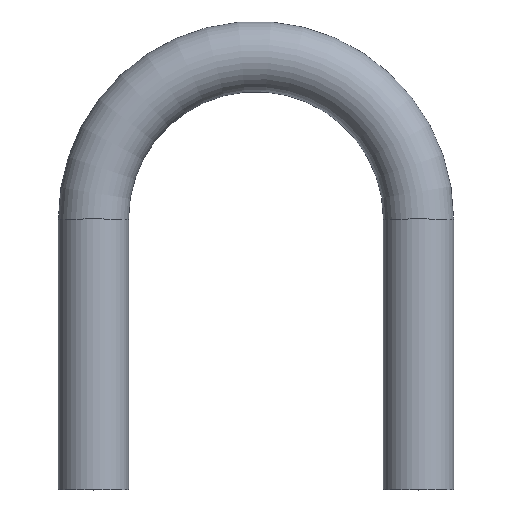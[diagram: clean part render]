
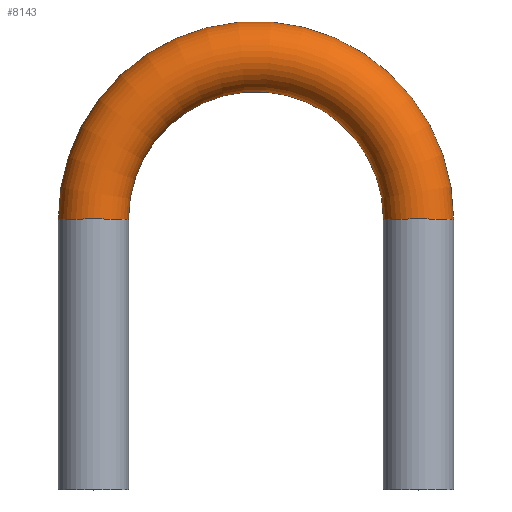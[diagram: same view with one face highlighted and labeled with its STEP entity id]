
A CAD part, top view. The second image highlights one B-rep face of the part: STEP entity #8143.
In plain terms, the highlighted toroidal (fillet/blend) face has major radius 78 mm and minor radius 16.85 mm.
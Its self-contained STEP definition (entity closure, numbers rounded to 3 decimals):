
#74 = AXIS2_PLACEMENT_3D ( 'NONE', #2479, #9181, #1684 ) ;
#1113 = ORIENTED_EDGE ( 'NONE', *, *, #6304, .F. ) ;
#1359 = CARTESIAN_POINT ( 'NONE',  ( -78., 130., 16.85 ) ) ;
#1454 = EDGE_LOOP ( 'NONE', ( #9654 ) ) ;
#1684 = DIRECTION ( 'NONE',  ( 0., 0., 1. ) ) ;
#2347 = VERTEX_POINT ( 'NONE', #8848 ) ;
#2457 = DIRECTION ( 'NONE',  ( 0., 1., 0. ) ) ;
#2479 = CARTESIAN_POINT ( 'NONE',  ( -78., 130., 0. ) ) ;
#2544 = EDGE_LOOP ( 'NONE', ( #1113 ) ) ;
#3119 = DIRECTION ( 'NONE',  ( 1., 0., 0. ) ) ;
#3919 = VERTEX_POINT ( 'NONE', #1359 ) ;
#4788 = DIRECTION ( 'NONE',  ( 0., 0., 1. ) ) ;
#5661 = CARTESIAN_POINT ( 'NONE',  ( 0., 130., 0. ) ) ;
#5759 = DIRECTION ( 'NONE',  ( 0., 0., 1. ) ) ;
#6198 = CIRCLE ( 'NONE', #7347, 16.85 ) ;
#6304 = EDGE_CURVE ( 'NONE', #3919, #3919, #8542, .T. ) ;
#6939 = AXIS2_PLACEMENT_3D ( 'NONE', #5661, #4788, #3119 ) ;
#6975 = FACE_OUTER_BOUND ( 'NONE', #2544, .T. ) ;
#7141 = EDGE_CURVE ( 'NONE', #2347, #2347, #6198, .T. ) ;
#7347 = AXIS2_PLACEMENT_3D ( 'NONE', #9915, #2457, #5759 ) ;
#8143 = ADVANCED_FACE ( 'NONE', ( #9546, #6975 ), #9687, .T. ) ;
#8542 = CIRCLE ( 'NONE', #74, 16.85 ) ;
#8848 = CARTESIAN_POINT ( 'NONE',  ( 78., 130., 16.85 ) ) ;
#9181 = DIRECTION ( 'NONE',  ( 0., -1., 0. ) ) ;
#9546 = FACE_OUTER_BOUND ( 'NONE', #1454, .T. ) ;
#9654 = ORIENTED_EDGE ( 'NONE', *, *, #7141, .T. ) ;
#9687 = TOROIDAL_SURFACE ( 'NONE', #6939, 78., 16.85 ) ;
#9915 = CARTESIAN_POINT ( 'NONE',  ( 78., 130., 0. ) ) ;
